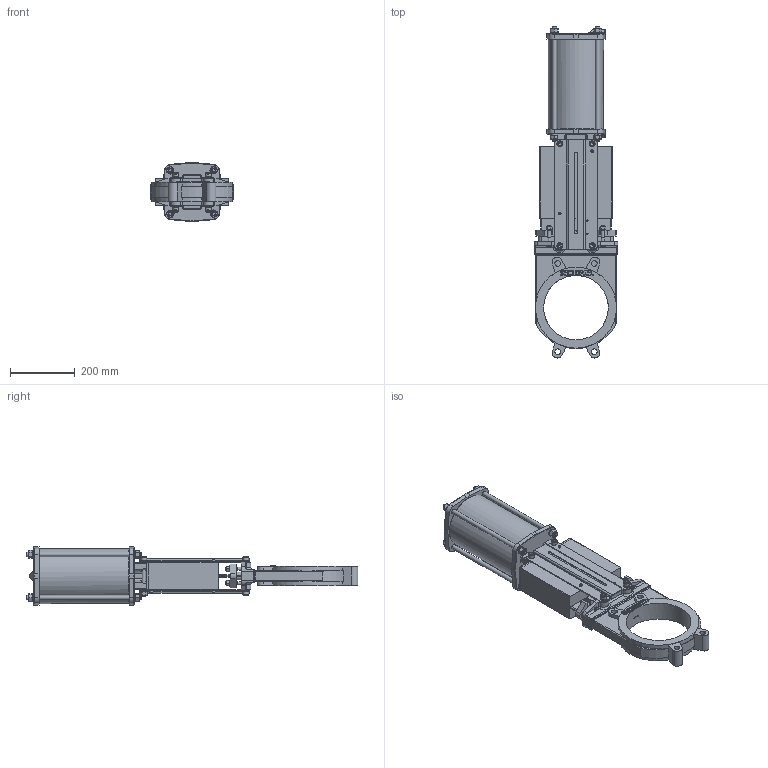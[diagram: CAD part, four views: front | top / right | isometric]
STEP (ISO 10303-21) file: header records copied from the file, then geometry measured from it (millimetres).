
FILE_DESCRIPTION(/* description */ (''),/* implementation_level */ '2;1');
FILE_NAME(/* name */ 'S170-172-176-178-VG-PN-DN200.stp',/* time_stamp */ '2015-01-06T14:43:58+01:00',/* author */ ('fballet'),/* organization */ (''),/* preprocessor_version */ 'ST-DEVELOPER v15.2',/* originating_system */ 'Autodesk Inventor 2014',/* authorisation */ '');
FILE_SCHEMA (('AUTOMOTIVE_DESIGN { 1 0 10303 214 3 1 1 }'));
Length unit declared in the file: millimetre
Products named in the file (1): S170-172-176-178-VG-PN-DN200
Bounding box: 259 x 1024.89 x 182 mm (x, y, z)
Volume: 15208364.8 mm3; surface area: 918674.7 mm2
Topology: 7 solids, 7 shells, 1322 faces, 3356 edges, 2103 vertices
Faces by surface type: plane 623, cylinder 348, cone 219, bspline 77, torus 43, sphere 12
Full cylindrical faces by diameter (mm): 3.5 x2, 4.2 x4, 8.5 x14, 10 x13, 10.2 x4, 10.5 x4, 12 x8, 12.2 x6, 13 x8, 13.5 x4, 14 x12, 14.2 x8, 15 x8, 17.5 x6, 17.73 x2, 18 x4, 18.4 x6, 20 x4, 21.5 x8, 30 x1, 170 x1, 199.678 x1, 250 x2
Entity records: 40645 total; most frequent: CARTESIAN_POINT 9997, ORIENTED_EDGE 6260, DIRECTION 6153, EDGE_CURVE 3130, AXIS2_PLACEMENT_3D 2359, VERTEX_POINT 2029, EDGE_LOOP 1615, LINE 1435
